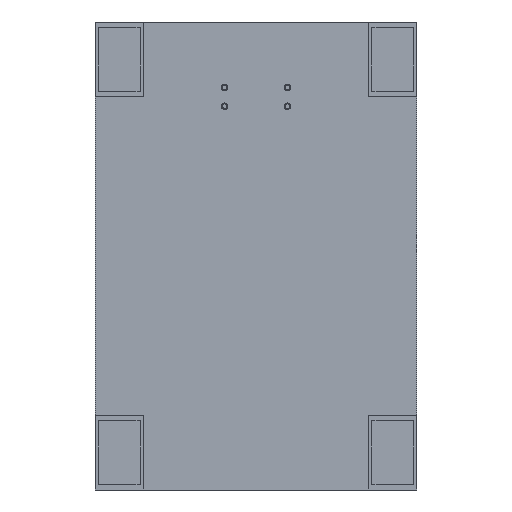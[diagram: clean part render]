
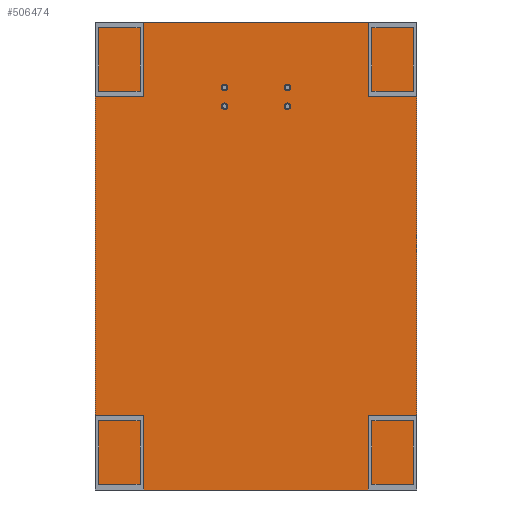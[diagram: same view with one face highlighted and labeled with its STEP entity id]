
A CAD part, front view. The second image highlights one B-rep face of the part: STEP entity #506474.
In plain terms, the highlighted free-form (B-spline) face has degree [1, 1] with [2, 2] control points.
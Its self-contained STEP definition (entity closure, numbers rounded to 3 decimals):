
#506219 = VERTEX_POINT('',#506220);
#506220 = CARTESIAN_POINT('',(-29.7,284.406,
    212.393));
#506225 = EDGE_CURVE('',#506219,#506226,#506228,.T.);
#506226 = VERTEX_POINT('',#506227);
#506227 = CARTESIAN_POINT('',(-29.7,284.406,
    218.212));
#506228 = ( BOUNDED_CURVE() B_SPLINE_CURVE(2,(#506229,#506230,#506231,
#506232,#506233),.UNSPECIFIED.,.F.,.F.) B_SPLINE_CURVE_WITH_KNOTS((3,2,3
    ),(3.142,4.712,6.283),
.PIECEWISE_BEZIER_KNOTS.) CURVE() GEOMETRIC_REPRESENTATION_ITEM() 
RATIONAL_B_SPLINE_CURVE((1.,0.707,1.,0.707,1.)) 
REPRESENTATION_ITEM('') );
#506229 = CARTESIAN_POINT('',(-29.7,284.406,
    212.393));
#506230 = CARTESIAN_POINT('',(-32.61,284.406,
    212.393));
#506231 = CARTESIAN_POINT('',(-32.61,284.406,
    215.302));
#506232 = CARTESIAN_POINT('',(-32.61,284.406,
    218.212));
#506233 = CARTESIAN_POINT('',(-29.7,284.406,
    218.212));
#506235 = EDGE_CURVE('',#506226,#506219,#506236,.T.);
#506236 = ( BOUNDED_CURVE() B_SPLINE_CURVE(2,(#506237,#506238,#506239,
#506240,#506241),.UNSPECIFIED.,.F.,.F.) B_SPLINE_CURVE_WITH_KNOTS((3,2,3
),(0.,1.571,3.142),.PIECEWISE_BEZIER_KNOTS.) CURVE() 
GEOMETRIC_REPRESENTATION_ITEM() RATIONAL_B_SPLINE_CURVE((1.,
0.707,1.,0.707,1.)) REPRESENTATION_ITEM('') );
#506237 = CARTESIAN_POINT('',(-29.7,284.406,
    218.212));
#506238 = CARTESIAN_POINT('',(-26.791,284.406,
    218.212));
#506239 = CARTESIAN_POINT('',(-26.791,284.406,
    215.302));
#506240 = CARTESIAN_POINT('',(-26.791,284.406,
    212.393));
#506241 = CARTESIAN_POINT('',(-29.7,284.406,
    212.393));
#506287 = VERTEX_POINT('',#506288);
#506288 = CARTESIAN_POINT('',(-29.7,284.406,
    229.018));
#506293 = EDGE_CURVE('',#506287,#506294,#506296,.T.);
#506294 = VERTEX_POINT('',#506295);
#506295 = CARTESIAN_POINT('',(-29.7,284.406,
    234.837));
#506296 = ( BOUNDED_CURVE() B_SPLINE_CURVE(2,(#506297,#506298,#506299,
#506300,#506301),.UNSPECIFIED.,.F.,.F.) B_SPLINE_CURVE_WITH_KNOTS((3,2,3
    ),(3.142,4.712,6.283),
.PIECEWISE_BEZIER_KNOTS.) CURVE() GEOMETRIC_REPRESENTATION_ITEM() 
RATIONAL_B_SPLINE_CURVE((1.,0.707,1.,0.707,1.)) 
REPRESENTATION_ITEM('') );
#506297 = CARTESIAN_POINT('',(-29.7,284.406,
    229.018));
#506298 = CARTESIAN_POINT('',(-32.61,284.406,
    229.018));
#506299 = CARTESIAN_POINT('',(-32.61,284.406,
    231.928));
#506300 = CARTESIAN_POINT('',(-32.61,284.406,
    234.837));
#506301 = CARTESIAN_POINT('',(-29.7,284.406,
    234.837));
#506303 = EDGE_CURVE('',#506294,#506287,#506304,.T.);
#506304 = ( BOUNDED_CURVE() B_SPLINE_CURVE(2,(#506305,#506306,#506307,
#506308,#506309),.UNSPECIFIED.,.F.,.F.) B_SPLINE_CURVE_WITH_KNOTS((3,2,3
),(0.,1.571,3.142),.PIECEWISE_BEZIER_KNOTS.) CURVE() 
GEOMETRIC_REPRESENTATION_ITEM() RATIONAL_B_SPLINE_CURVE((1.,
0.707,1.,0.707,1.)) REPRESENTATION_ITEM('') );
#506305 = CARTESIAN_POINT('',(-29.7,284.406,
    234.837));
#506306 = CARTESIAN_POINT('',(-26.791,284.406,
    234.837));
#506307 = CARTESIAN_POINT('',(-26.791,284.406,
    231.928));
#506308 = CARTESIAN_POINT('',(-26.791,284.406,
    229.018));
#506309 = CARTESIAN_POINT('',(-29.7,284.406,
    229.018));
#506345 = VERTEX_POINT('',#506346);
#506346 = CARTESIAN_POINT('',(25.996,284.406,
    212.393));
#506351 = EDGE_CURVE('',#506352,#506345,#506354,.T.);
#506352 = VERTEX_POINT('',#506353);
#506353 = CARTESIAN_POINT('',(25.996,284.406,
    218.212));
#506354 = ( BOUNDED_CURVE() B_SPLINE_CURVE(2,(#506355,#506356,#506357,
#506358,#506359),.UNSPECIFIED.,.F.,.F.) B_SPLINE_CURVE_WITH_KNOTS((3,2,3
),(0.,1.571,3.142),.PIECEWISE_BEZIER_KNOTS.) CURVE() 
GEOMETRIC_REPRESENTATION_ITEM() RATIONAL_B_SPLINE_CURVE((1.,
0.707,1.,0.707,1.)) REPRESENTATION_ITEM('') );
#506355 = CARTESIAN_POINT('',(25.996,284.406,
    218.212));
#506356 = CARTESIAN_POINT('',(23.086,284.406,
    218.212));
#506357 = CARTESIAN_POINT('',(23.086,284.406,
    215.302));
#506358 = CARTESIAN_POINT('',(23.086,284.406,
    212.393));
#506359 = CARTESIAN_POINT('',(25.996,284.406,
    212.393));
#506361 = EDGE_CURVE('',#506345,#506352,#506362,.T.);
#506362 = ( BOUNDED_CURVE() B_SPLINE_CURVE(2,(#506363,#506364,#506365,
#506366,#506367),.UNSPECIFIED.,.F.,.F.) B_SPLINE_CURVE_WITH_KNOTS((3,2,3
    ),(3.142,4.712,6.283),
.PIECEWISE_BEZIER_KNOTS.) CURVE() GEOMETRIC_REPRESENTATION_ITEM() 
RATIONAL_B_SPLINE_CURVE((1.,0.707,1.,0.707,1.)) 
REPRESENTATION_ITEM('') );
#506363 = CARTESIAN_POINT('',(25.996,284.406,
    212.393));
#506364 = CARTESIAN_POINT('',(28.905,284.406,
    212.393));
#506365 = CARTESIAN_POINT('',(28.905,284.406,
    215.302));
#506366 = CARTESIAN_POINT('',(28.905,284.406,
    218.212));
#506367 = CARTESIAN_POINT('',(25.996,284.406,
    218.212));
#506413 = VERTEX_POINT('',#506414);
#506414 = CARTESIAN_POINT('',(25.996,284.406,
    229.018));
#506419 = EDGE_CURVE('',#506420,#506413,#506422,.T.);
#506420 = VERTEX_POINT('',#506421);
#506421 = CARTESIAN_POINT('',(25.996,284.406,
    234.837));
#506422 = ( BOUNDED_CURVE() B_SPLINE_CURVE(2,(#506423,#506424,#506425,
#506426,#506427),.UNSPECIFIED.,.F.,.F.) B_SPLINE_CURVE_WITH_KNOTS((3,2,3
),(0.,1.571,3.142),.PIECEWISE_BEZIER_KNOTS.) CURVE() 
GEOMETRIC_REPRESENTATION_ITEM() RATIONAL_B_SPLINE_CURVE((1.,
0.707,1.,0.707,1.)) REPRESENTATION_ITEM('') );
#506423 = CARTESIAN_POINT('',(25.996,284.406,
    234.837));
#506424 = CARTESIAN_POINT('',(23.086,284.406,
    234.837));
#506425 = CARTESIAN_POINT('',(23.086,284.406,
    231.928));
#506426 = CARTESIAN_POINT('',(23.086,284.406,
    229.018));
#506427 = CARTESIAN_POINT('',(25.996,284.406,
    229.018));
#506429 = EDGE_CURVE('',#506413,#506420,#506430,.T.);
#506430 = ( BOUNDED_CURVE() B_SPLINE_CURVE(2,(#506431,#506432,#506433,
#506434,#506435),.UNSPECIFIED.,.F.,.F.) B_SPLINE_CURVE_WITH_KNOTS((3,2,3
    ),(3.142,4.712,6.283),
.PIECEWISE_BEZIER_KNOTS.) CURVE() GEOMETRIC_REPRESENTATION_ITEM() 
RATIONAL_B_SPLINE_CURVE((1.,0.707,1.,0.707,1.)) 
REPRESENTATION_ITEM('') );
#506431 = CARTESIAN_POINT('',(25.996,284.406,
    229.018));
#506432 = CARTESIAN_POINT('',(28.905,284.406,
    229.018));
#506433 = CARTESIAN_POINT('',(28.905,284.406,
    231.928));
#506434 = CARTESIAN_POINT('',(28.905,284.406,
    234.837));
#506435 = CARTESIAN_POINT('',(25.996,284.406,
    234.837));
#506474 = ADVANCED_FACE('',(#506475,#506505,#506509,#506513,#506517),
  #506521,.T.);
#506475 = FACE_BOUND('',#506476,.T.);
#506476 = EDGE_LOOP('',(#506477,#506486,#506493,#506500));
#506477 = ORIENTED_EDGE('',*,*,#506478,.T.);
#506478 = EDGE_CURVE('',#506479,#506481,#506483,.T.);
#506479 = VERTEX_POINT('',#506480);
#506480 = CARTESIAN_POINT('',(141.128,284.406,
    290.118));
#506481 = VERTEX_POINT('',#506482);
#506482 = CARTESIAN_POINT('',(-144.833,284.406,
    290.118));
#506483 = B_SPLINE_CURVE_WITH_KNOTS('',1,(#506484,#506485),
  .UNSPECIFIED.,.F.,.F.,(2,2),(-344.,0.),.PIECEWISE_BEZIER_KNOTS.);
#506484 = CARTESIAN_POINT('',(141.128,284.406,
    290.118));
#506485 = CARTESIAN_POINT('',(-144.833,284.406,
    290.118));
#506486 = ORIENTED_EDGE('',*,*,#506487,.T.);
#506487 = EDGE_CURVE('',#506481,#506488,#506490,.T.);
#506488 = VERTEX_POINT('',#506489);
#506489 = CARTESIAN_POINT('',(-144.833,284.406,
    -125.524));
#506490 = B_SPLINE_CURVE_WITH_KNOTS('',1,(#506491,#506492),
  .UNSPECIFIED.,.F.,.F.,(2,2),(-500.,0.),.PIECEWISE_BEZIER_KNOTS.);
#506491 = CARTESIAN_POINT('',(-144.833,284.406,
    290.118));
#506492 = CARTESIAN_POINT('',(-144.833,284.406,
    -125.524));
#506493 = ORIENTED_EDGE('',*,*,#506494,.T.);
#506494 = EDGE_CURVE('',#506488,#506495,#506497,.T.);
#506495 = VERTEX_POINT('',#506496);
#506496 = CARTESIAN_POINT('',(141.128,284.406,
    -125.524));
#506497 = B_SPLINE_CURVE_WITH_KNOTS('',1,(#506498,#506499),
  .UNSPECIFIED.,.F.,.F.,(2,2),(0.,344.),.PIECEWISE_BEZIER_KNOTS.);
#506498 = CARTESIAN_POINT('',(-144.833,284.406,
    -125.524));
#506499 = CARTESIAN_POINT('',(141.128,284.406,
    -125.524));
#506500 = ORIENTED_EDGE('',*,*,#506501,.T.);
#506501 = EDGE_CURVE('',#506495,#506479,#506502,.T.);
#506502 = B_SPLINE_CURVE_WITH_KNOTS('',1,(#506503,#506504),
  .UNSPECIFIED.,.F.,.F.,(2,2),(0.,500.),.PIECEWISE_BEZIER_KNOTS.);
#506503 = CARTESIAN_POINT('',(141.128,284.406,
    -125.524));
#506504 = CARTESIAN_POINT('',(141.128,284.406,
    290.118));
#506505 = FACE_BOUND('',#506506,.T.);
#506506 = EDGE_LOOP('',(#506507,#506508));
#506507 = ORIENTED_EDGE('',*,*,#506235,.T.);
#506508 = ORIENTED_EDGE('',*,*,#506225,.T.);
#506509 = FACE_BOUND('',#506510,.T.);
#506510 = EDGE_LOOP('',(#506511,#506512));
#506511 = ORIENTED_EDGE('',*,*,#506303,.T.);
#506512 = ORIENTED_EDGE('',*,*,#506293,.T.);
#506513 = FACE_BOUND('',#506514,.T.);
#506514 = EDGE_LOOP('',(#506515,#506516));
#506515 = ORIENTED_EDGE('',*,*,#506351,.F.);
#506516 = ORIENTED_EDGE('',*,*,#506361,.F.);
#506517 = FACE_BOUND('',#506518,.T.);
#506518 = EDGE_LOOP('',(#506519,#506520));
#506519 = ORIENTED_EDGE('',*,*,#506419,.F.);
#506520 = ORIENTED_EDGE('',*,*,#506429,.F.);
#506521 = B_SPLINE_SURFACE_WITH_KNOTS('',1,1,(
    (#506522,#506523)
    ,(#506524,#506525
    )),.UNSPECIFIED.,.F.,.F.,.F.,(2,2),(2,2),(-250.,250.),(-172.,172.),
  .PIECEWISE_BEZIER_KNOTS.);
#506522 = CARTESIAN_POINT('',(141.128,284.406,
    -125.524));
#506523 = CARTESIAN_POINT('',(-144.833,284.406,
    -125.524));
#506524 = CARTESIAN_POINT('',(141.128,284.406,
    290.118));
#506525 = CARTESIAN_POINT('',(-144.833,284.406,
    290.118));
